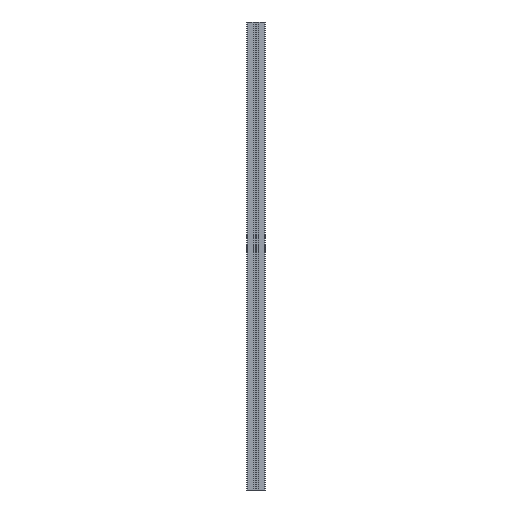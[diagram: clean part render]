
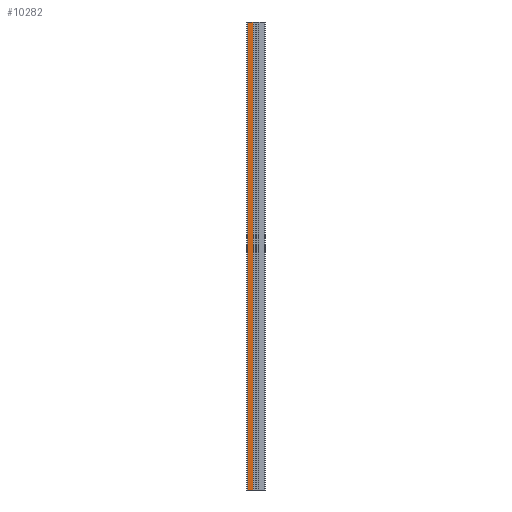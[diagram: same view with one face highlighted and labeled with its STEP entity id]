
A CAD part, left-side view. The second image highlights one B-rep face of the part: STEP entity #10282.
In plain terms, the highlighted planar face has unit normal (-1, 0, 0).
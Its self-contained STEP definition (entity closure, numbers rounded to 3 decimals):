
#352 = LINE ( 'NONE', #1489, #10138 ) ;
#537 = CARTESIAN_POINT ( 'NONE',  ( -20., 20., -1000. ) ) ;
#663 = PLANE ( 'NONE',  #6622 ) ;
#1173 = CARTESIAN_POINT ( 'NONE',  ( -20., 6.325, -1000. ) ) ;
#1306 = EDGE_CURVE ( 'NONE', #6598, #4903, #6636, .T. ) ;
#1489 = CARTESIAN_POINT ( 'NONE',  ( -20., 20., 0. ) ) ;
#1506 = DIRECTION ( 'NONE',  ( -1., 0., 0. ) ) ;
#2103 = EDGE_CURVE ( 'NONE', #3372, #3824, #352, .T. ) ;
#2505 = VECTOR ( 'NONE', #2733, 1000. ) ;
#2733 = DIRECTION ( 'NONE',  ( 0., 1., 0. ) ) ;
#2775 = VECTOR ( 'NONE', #8664, 1000. ) ;
#3322 = VECTOR ( 'NONE', #12069, 1000. ) ;
#3372 = VERTEX_POINT ( 'NONE', #11894 ) ;
#3638 = CARTESIAN_POINT ( 'NONE',  ( -20., 18., -1000. ) ) ;
#3824 = VERTEX_POINT ( 'NONE', #10058 ) ;
#4123 = ORIENTED_EDGE ( 'NONE', *, *, #2103, .T. ) ;
#4903 = VERTEX_POINT ( 'NONE', #10968 ) ;
#5398 = LINE ( 'NONE', #3638, #2775 ) ;
#6244 = EDGE_CURVE ( 'NONE', #3824, #4903, #5398, .T. ) ;
#6554 = FACE_OUTER_BOUND ( 'NONE', #6568, .T. ) ;
#6568 = EDGE_LOOP ( 'NONE', ( #4123, #9319, #7032, #8092 ) ) ;
#6598 = VERTEX_POINT ( 'NONE', #1173 ) ;
#6622 = AXIS2_PLACEMENT_3D ( 'NONE', #537, #1506, #11363 ) ;
#6636 = LINE ( 'NONE', #8611, #2505 ) ;
#7032 = ORIENTED_EDGE ( 'NONE', *, *, #1306, .F. ) ;
#8092 = ORIENTED_EDGE ( 'NONE', *, *, #11225, .F. ) ;
#8611 = CARTESIAN_POINT ( 'NONE',  ( -20., 20., -1000. ) ) ;
#8664 = DIRECTION ( 'NONE',  ( 0., 0., -1. ) ) ;
#9212 = CARTESIAN_POINT ( 'NONE',  ( -20., 6.325, -1000. ) ) ;
#9319 = ORIENTED_EDGE ( 'NONE', *, *, #6244, .T. ) ;
#10058 = CARTESIAN_POINT ( 'NONE',  ( -20., 18., 0. ) ) ;
#10138 = VECTOR ( 'NONE', #11300, 1000. ) ;
#10282 = ADVANCED_FACE ( 'NONE', ( #6554 ), #663, .T. ) ;
#10670 = LINE ( 'NONE', #9212, #3322 ) ;
#10968 = CARTESIAN_POINT ( 'NONE',  ( -20., 18., -1000. ) ) ;
#11225 = EDGE_CURVE ( 'NONE', #3372, #6598, #10670, .T. ) ;
#11300 = DIRECTION ( 'NONE',  ( 0., 1., 0. ) ) ;
#11363 = DIRECTION ( 'NONE',  ( 0., 1., 0. ) ) ;
#11894 = CARTESIAN_POINT ( 'NONE',  ( -20., 6.325, 0. ) ) ;
#12069 = DIRECTION ( 'NONE',  ( 0., 0., -1. ) ) ;
